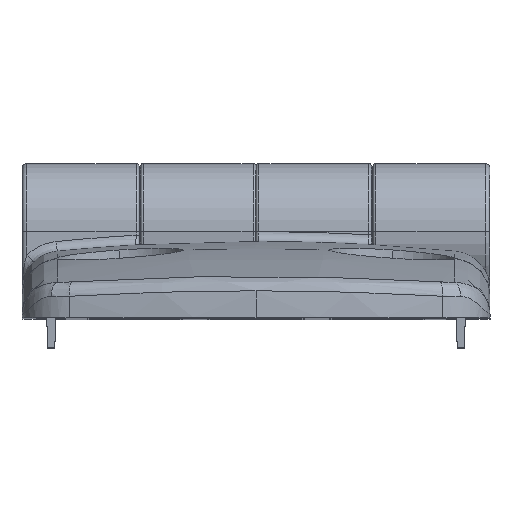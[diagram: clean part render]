
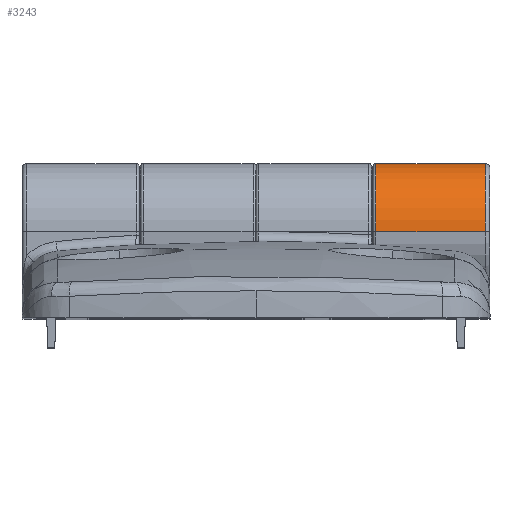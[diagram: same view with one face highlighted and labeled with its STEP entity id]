
A CAD part, top view. The second image highlights one B-rep face of the part: STEP entity #3243.
In plain terms, the highlighted cylindrical face has radius 7 mm (diameter 14 mm), a partial arc.
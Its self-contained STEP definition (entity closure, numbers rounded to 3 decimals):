
#218 = VECTOR ( 'NONE', #8110, 1000. ) ;
#693 = DIRECTION ( 'NONE',  ( 0., 0., 1. ) ) ;
#709 = LINE ( 'NONE', #4595, #8158 ) ;
#801 = EDGE_CURVE ( 'NONE', #847, #4613, #709, .T. ) ;
#847 = VERTEX_POINT ( 'NONE', #2536 ) ;
#993 = VERTEX_POINT ( 'NONE', #4782 ) ;
#1430 = ORIENTED_EDGE ( 'NONE', *, *, #6943, .T. ) ;
#1473 = CARTESIAN_POINT ( 'NONE',  ( 23.5, 8.9, 0. ) ) ;
#1701 = CIRCLE ( 'NONE', #8512, 7. ) ;
#1796 = ORIENTED_EDGE ( 'NONE', *, *, #801, .F. ) ;
#2206 = DIRECTION ( 'NONE',  ( 0., 0., 1. ) ) ;
#2536 = CARTESIAN_POINT ( 'NONE',  ( 23.5, 8.9, 7. ) ) ;
#2682 = DIRECTION ( 'NONE',  ( 1., 0., 0. ) ) ;
#2896 = EDGE_CURVE ( 'NONE', #993, #5056, #6205, .T. ) ;
#3198 = DIRECTION ( 'NONE',  ( -1., 0., 0. ) ) ;
#3243 = ADVANCED_FACE ( 'NONE', ( #3723 ), #7320, .T. ) ;
#3723 = FACE_OUTER_BOUND ( 'NONE', #8988, .T. ) ;
#4386 = CARTESIAN_POINT ( 'NONE',  ( 12.3, 8.9, -7. ) ) ;
#4595 = CARTESIAN_POINT ( 'NONE',  ( 24., 8.9, 7. ) ) ;
#4613 = VERTEX_POINT ( 'NONE', #4696 ) ;
#4696 = CARTESIAN_POINT ( 'NONE',  ( 12.3, 8.9, 7. ) ) ;
#4782 = CARTESIAN_POINT ( 'NONE',  ( 23.5, 8.9, -7. ) ) ;
#4977 = CARTESIAN_POINT ( 'NONE',  ( 24., 8.9, 0. ) ) ;
#5056 = VERTEX_POINT ( 'NONE', #4386 ) ;
#5797 = CIRCLE ( 'NONE', #6160, 7. ) ;
#5948 = CARTESIAN_POINT ( 'NONE',  ( 24., 8.9, -7. ) ) ;
#6160 = AXIS2_PLACEMENT_3D ( 'NONE', #1473, #6515, #2206 ) ;
#6205 = LINE ( 'NONE', #5948, #218 ) ;
#6515 = DIRECTION ( 'NONE',  ( -1., 0., 0. ) ) ;
#6943 = EDGE_CURVE ( 'NONE', #5056, #4613, #1701, .T. ) ;
#6988 = CARTESIAN_POINT ( 'NONE',  ( 12.3, 8.9, 0. ) ) ;
#7320 = CYLINDRICAL_SURFACE ( 'NONE', #8354, 7. ) ;
#7708 = DIRECTION ( 'NONE',  ( 0., 0., 1. ) ) ;
#8103 = ORIENTED_EDGE ( 'NONE', *, *, #8290, .T. ) ;
#8110 = DIRECTION ( 'NONE',  ( -1., 0., 0. ) ) ;
#8158 = VECTOR ( 'NONE', #3198, 1000. ) ;
#8290 = EDGE_CURVE ( 'NONE', #847, #993, #5797, .T. ) ;
#8354 = AXIS2_PLACEMENT_3D ( 'NONE', #4977, #9329, #693 ) ;
#8512 = AXIS2_PLACEMENT_3D ( 'NONE', #6988, #2682, #7708 ) ;
#8769 = ORIENTED_EDGE ( 'NONE', *, *, #2896, .T. ) ;
#8988 = EDGE_LOOP ( 'NONE', ( #1796, #8103, #8769, #1430 ) ) ;
#9329 = DIRECTION ( 'NONE',  ( -1., 0., 0. ) ) ;
